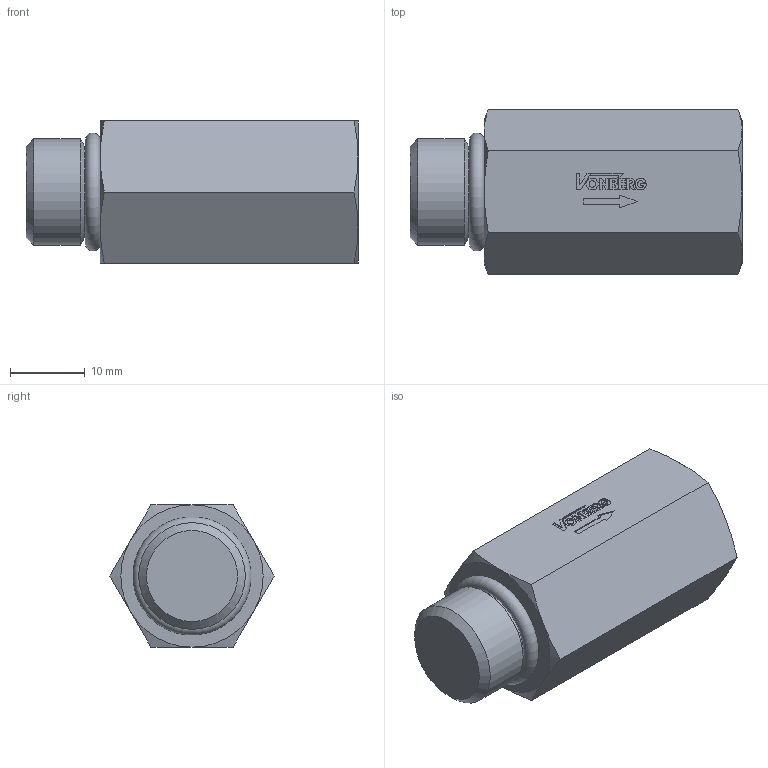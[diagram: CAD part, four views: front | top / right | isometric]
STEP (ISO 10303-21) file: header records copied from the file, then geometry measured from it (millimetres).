
FILE_DESCRIPTION((''),'2;1');
FILE_NAME('10112-806.stp','2015-01-02T13:43:56',('jml'),(''),'Autodesk Inventor 2010','Autodesk Inventor 2010','');
FILE_SCHEMA(('AUTOMOTIVE_DESIGN { 1 0 10303 214 1 1 1 1 }'));
Length unit declared in the file: inch
Products named in the file (3): 10112-806; 220192; 906 O-RING
Assembly tree (2 placements, depth 2):
  10112-806
    220192
    906 O-RING
Bounding box: 44.45 x 22 x 19.05 mm (x, y, z)
Volume: 10085.1 mm3; surface area: 4264.1 mm2
Topology: 2 solids, 2 shells, 130 faces, 321 edges, 208 vertices
Faces by surface type: plane 93, cylinder 18, cone 17, torus 2
Full cylindrical faces by diameter (mm): 0.87 x1, 12.294 x1, 12.751 x1, 14.275 x1
Entity records: 3818 total; most frequent: CARTESIAN_POINT 698, ORIENTED_EDGE 618, DIRECTION 610, EDGE_CURVE 309, VECTOR 230, LINE 230, VERTEX_POINT 206, AXIS2_PLACEMENT_3D 190
